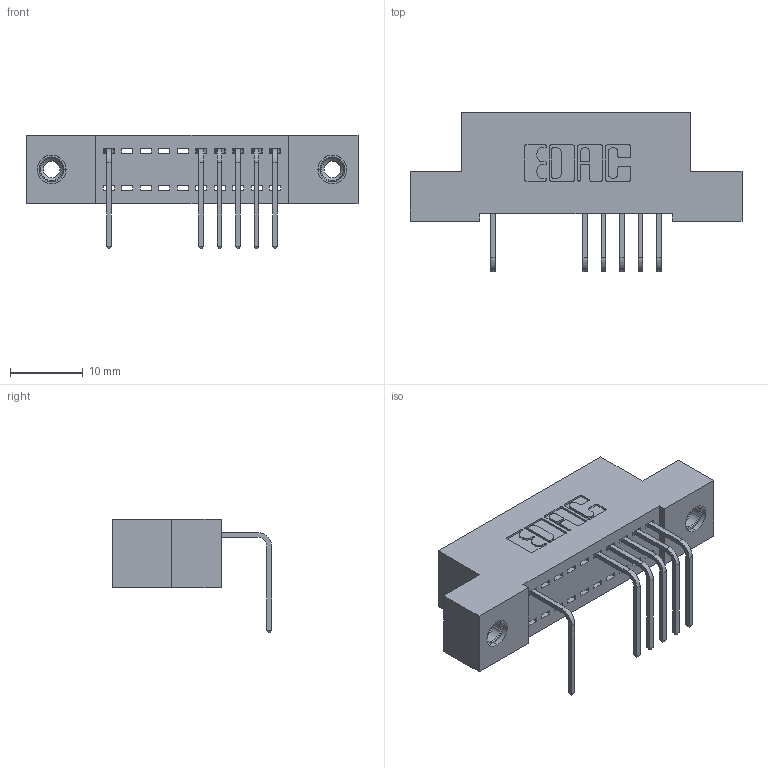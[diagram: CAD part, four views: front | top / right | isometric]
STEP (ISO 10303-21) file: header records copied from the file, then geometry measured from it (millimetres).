
FILE_DESCRIPTION (( 'STEP AP203' ), '1' );
FILE_NAME ('342-010-558-108.STEP', '2018-08-10T14:00:31', ( '' ), ( '' ), 'SwSTEP 2.0', 'SolidWorks 2016', '' );
FILE_SCHEMA (( 'CONFIG_CONTROL_DESIGN' ));
Length unit declared in the file: inch
Products named in the file (4): 342 Part_TI; 345-292-001_558 Tail - 2; 345-250-001_345-250-003-102; 342-010-558-108
Assembly tree (9 placements, depth 2):
  342-010-558-108
    342 Part_TI
    345-292-001_558 Tail - 2  x6
    345-250-001_345-250-003-102  x2
Bounding box: 45.72 x 21.91 x 15.62 mm (x, y, z)
Volume: 3859.4 mm3; surface area: 4964.2 mm2
Topology: 9 solids, 9 shells, 578 faces, 1695 edges, 1114 vertices
Faces by surface type: plane 410, cylinder 152, cone 12, torus 4
Entity records: 11262 total; most frequent: CARTESIAN_POINT 1947, ORIENTED_EDGE 1890, DIRECTION 1735, EDGE_CURVE 945, VECTOR 797, LINE 797, VERTEX_POINT 624, AXIS2_PLACEMENT_3D 469
